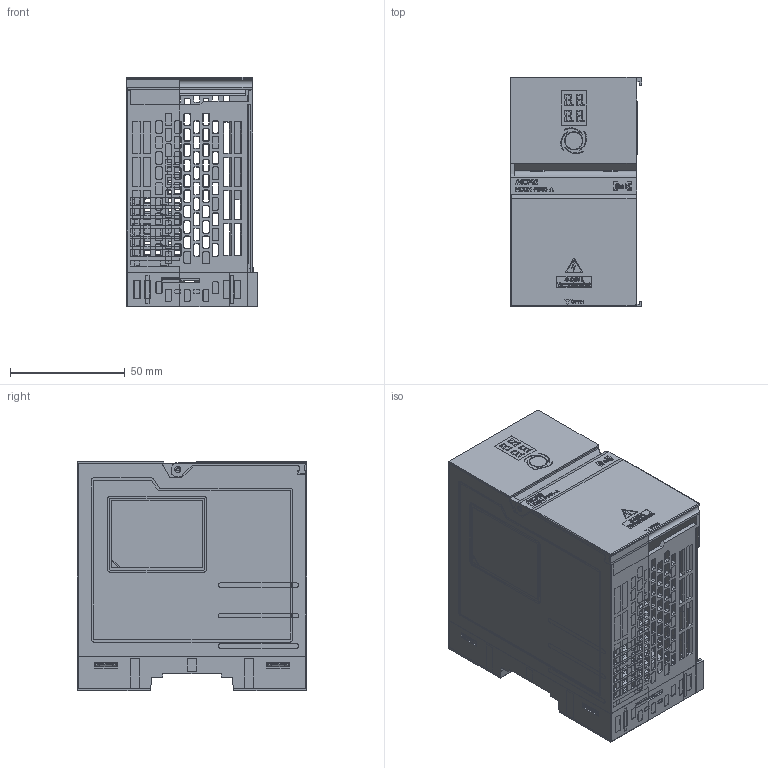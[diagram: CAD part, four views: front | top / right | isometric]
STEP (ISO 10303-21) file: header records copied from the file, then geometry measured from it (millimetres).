
FILE_DESCRIPTION((''),'2;1');
FILE_NAME('HCQX-PD01-A_ASM2020001_ASM','2021-08-31T10:54:53',('user'),(''),'CREO PARAMETRIC BY PTC INC, 2018050','CREO PARAMETRIC BY PTC INC, 2018050','');
FILE_SCHEMA(('CONFIG_CONTROL_DESIGN'));
Products named in the file (5): HSMP2640000_AF0; HSMP2650000_AF0; HMSP0030000_AF0; HSMP2660000_AF0; HCQX-PD01-A_ASM2020001_ASM
Assembly tree (4 placements, depth 2):
  HCQX-PD01-A_ASM2020001_ASM
    HSMP2640000_AF0
    HSMP2650000_AF0
    HMSP0030000_AF0
    HSMP2660000_AF0
Bounding box: 57.2 x 100.2 x 100 mm (x, y, z)
Surface area: 131446.5 mm2 (no closed solid volume)
Topology: 0 solids, 0 shells, 4618 faces, 26394 edges, 26388 vertices
Faces by surface type: plane 3164, cone 674, extrusion 625, cylinder 137, bspline 8, sphere 6, torus 4
Entity records: 337774 total; most frequent: CARTESIAN_POINT 80796, DIRECTION 46256, TRIMMED_CURVE 36043, VECTOR 35068, LINE 34443, DEFINITIONAL_REPRESENTATION 26380, PCURVE 26380, COMPOSITE_CURVE_SEGMENT 26380
